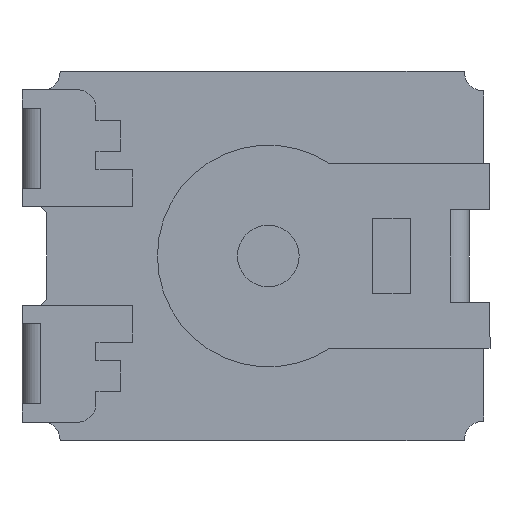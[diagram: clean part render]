
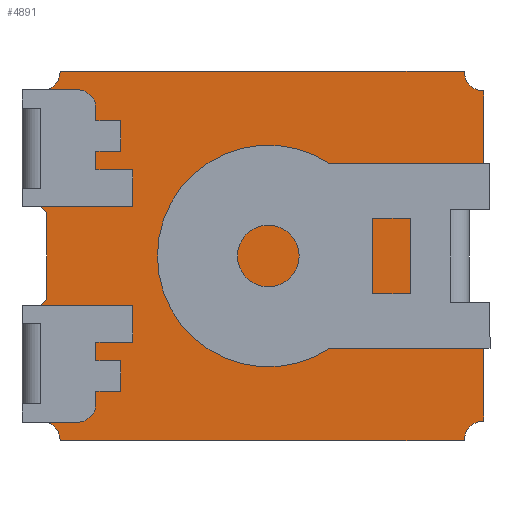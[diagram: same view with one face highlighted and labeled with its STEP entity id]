
A CAD part, front view. The second image highlights one B-rep face of the part: STEP entity #4891.
In plain terms, the highlighted planar face has unit normal (0, -1, 0).
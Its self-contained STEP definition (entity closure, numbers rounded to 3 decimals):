
#5 = CARTESIAN_POINT ( 'NONE',  ( 1.58, 0., -0.375 ) ) ;
#235 = DIRECTION ( 'NONE',  ( 0., 1., 0. ) ) ;
#243 = EDGE_CURVE ( 'NONE', #2908, #2620, #6406, .T. ) ;
#338 = EDGE_CURVE ( 'NONE', #4845, #4487, #3262, .T. ) ;
#441 = AXIS2_PLACEMENT_3D ( 'NONE', #7228, #2397, #3016 ) ;
#445 = LINE ( 'NONE', #4777, #6153 ) ;
#455 = LINE ( 'NONE', #1525, #5605 ) ;
#630 = CARTESIAN_POINT ( 'NONE',  ( 1.85, 0., -0.375 ) ) ;
#637 = VECTOR ( 'NONE', #3402, 1000. ) ;
#675 = CARTESIAN_POINT ( 'NONE',  ( -1.59, 0., -1.5 ) ) ;
#732 = CARTESIAN_POINT ( 'NONE',  ( 1.85, 0., 1.5 ) ) ;
#804 = CARTESIAN_POINT ( 'NONE',  ( -1.75, 0., -1.34 ) ) ;
#996 = VECTOR ( 'NONE', #3687, 1000. ) ;
#1011 = FACE_OUTER_BOUND ( 'NONE', #5225, .T. ) ;
#1116 = EDGE_CURVE ( 'NONE', #2620, #2962, #5402, .T. ) ;
#1253 = ORIENTED_EDGE ( 'NONE', *, *, #3327, .T. ) ;
#1357 = VECTOR ( 'NONE', #4399, 1000. ) ;
#1378 = LINE ( 'NONE', #1422, #3993 ) ;
#1422 = CARTESIAN_POINT ( 'NONE',  ( -1.75, 0., 0.4 ) ) ;
#1475 = EDGE_CURVE ( 'NONE', #4919, #7679, #1378, .T. ) ;
#1525 = CARTESIAN_POINT ( 'NONE',  ( -1.7, 0., -0.35 ) ) ;
#1538 = DIRECTION ( 'NONE',  ( 0., 0., 1. ) ) ;
#1540 = VECTOR ( 'NONE', #7044, 1000. ) ;
#1643 = CARTESIAN_POINT ( 'NONE',  ( 1.67, 0., 1.5 ) ) ;
#1887 = ORIENTED_EDGE ( 'NONE', *, *, #338, .T. ) ;
#1928 = LINE ( 'NONE', #1643, #6966 ) ;
#1956 = AXIS2_PLACEMENT_3D ( 'NONE', #3233, #235, #5634 ) ;
#1960 = VERTEX_POINT ( 'NONE', #4362 ) ;
#2008 = AXIS2_PLACEMENT_3D ( 'NONE', #732, #3678, #3117 ) ;
#2128 = LINE ( 'NONE', #5089, #2950 ) ;
#2397 = DIRECTION ( 'NONE',  ( 0., -1., 0. ) ) ;
#2440 = DIRECTION ( 'NONE',  ( 0., -1., 0. ) ) ;
#2509 = CARTESIAN_POINT ( 'NONE',  ( 1.58, 0., 0.375 ) ) ;
#2576 = CARTESIAN_POINT ( 'NONE',  ( -1.75, 0., -1.34 ) ) ;
#2620 = VERTEX_POINT ( 'NONE', #675 ) ;
#2738 = EDGE_CURVE ( 'NONE', #6535, #6163, #4348, .T. ) ;
#2783 = VERTEX_POINT ( 'NONE', #5441 ) ;
#2820 = ORIENTED_EDGE ( 'NONE', *, *, #3465, .T. ) ;
#2852 = AXIS2_PLACEMENT_3D ( 'NONE', #6115, #7185, #3039 ) ;
#2908 = VERTEX_POINT ( 'NONE', #804 ) ;
#2950 = VECTOR ( 'NONE', #1538, 1000. ) ;
#2962 = VERTEX_POINT ( 'NONE', #3341 ) ;
#3016 = DIRECTION ( 'NONE',  ( 1., 0., 0. ) ) ;
#3023 = CARTESIAN_POINT ( 'NONE',  ( 1.58, 0., 0.375 ) ) ;
#3039 = DIRECTION ( 'NONE',  ( 1., 0., 0. ) ) ;
#3062 = PLANE ( 'NONE',  #441 ) ;
#3117 = DIRECTION ( 'NONE',  ( 0., 0., -1. ) ) ;
#3124 = CARTESIAN_POINT ( 'NONE',  ( 1.85, 0., -1.5 ) ) ;
#3184 = VERTEX_POINT ( 'NONE', #3534 ) ;
#3233 = CARTESIAN_POINT ( 'NONE',  ( -1.75, 0., 1.5 ) ) ;
#3262 = LINE ( 'NONE', #630, #996 ) ;
#3283 = ORIENTED_EDGE ( 'NONE', *, *, #5445, .T. ) ;
#3327 = EDGE_CURVE ( 'NONE', #4487, #6408, #4689, .T. ) ;
#3341 = CARTESIAN_POINT ( 'NONE',  ( 1.69, 0., -1.5 ) ) ;
#3392 = ORIENTED_EDGE ( 'NONE', *, *, #6905, .T. ) ;
#3402 = DIRECTION ( 'NONE',  ( 1., 0., 0. ) ) ;
#3465 = EDGE_CURVE ( 'NONE', #3184, #2783, #5081, .T. ) ;
#3501 = AXIS2_PLACEMENT_3D ( 'NONE', #3124, #2440, #7231 ) ;
#3518 = LINE ( 'NONE', #2576, #1357 ) ;
#3534 = CARTESIAN_POINT ( 'NONE',  ( -1.59, 0., 1.5 ) ) ;
#3678 = DIRECTION ( 'NONE',  ( 0., -1., 0. ) ) ;
#3687 = DIRECTION ( 'NONE',  ( 0., 0., 1. ) ) ;
#3765 = CARTESIAN_POINT ( 'NONE',  ( -1.75, 0., -0.4 ) ) ;
#3877 = EDGE_CURVE ( 'NONE', #1960, #6090, #4199, .T. ) ;
#3993 = VECTOR ( 'NONE', #5609, 1000. ) ;
#4015 = ORIENTED_EDGE ( 'NONE', *, *, #243, .T. ) ;
#4093 = CARTESIAN_POINT ( 'NONE',  ( -1.75, 0., 1.34 ) ) ;
#4199 = CIRCLE ( 'NONE', #2008, 0.16 ) ;
#4208 = VECTOR ( 'NONE', #4880, 1000. ) ;
#4245 = CARTESIAN_POINT ( 'NONE',  ( 1.85, 0., -1.34 ) ) ;
#4327 = CARTESIAN_POINT ( 'NONE',  ( -1.7, 0., -0.35 ) ) ;
#4348 = LINE ( 'NONE', #3023, #7525 ) ;
#4362 = CARTESIAN_POINT ( 'NONE',  ( 1.69, 0., 1.5 ) ) ;
#4399 = DIRECTION ( 'NONE',  ( 0., 0., -1. ) ) ;
#4427 = CARTESIAN_POINT ( 'NONE',  ( 1.85, 0., 1.34 ) ) ;
#4487 = VERTEX_POINT ( 'NONE', #7421 ) ;
#4491 = ORIENTED_EDGE ( 'NONE', *, *, #5865, .F. ) ;
#4506 = DIRECTION ( 'NONE',  ( 0., 0., -1. ) ) ;
#4656 = EDGE_CURVE ( 'NONE', #7679, #7357, #455, .T. ) ;
#4689 = LINE ( 'NONE', #6027, #4208 ) ;
#4777 = CARTESIAN_POINT ( 'NONE',  ( 1.58, 0., 0.375 ) ) ;
#4845 = VERTEX_POINT ( 'NONE', #4245 ) ;
#4880 = DIRECTION ( 'NONE',  ( -1., 0., 0. ) ) ;
#4891 = ADVANCED_FACE ( 'NONE', ( #1011 ), #3062, .T. ) ;
#4919 = VERTEX_POINT ( 'NONE', #7211 ) ;
#5081 = CIRCLE ( 'NONE', #1956, 0.16 ) ;
#5089 = CARTESIAN_POINT ( 'NONE',  ( 1.85, 0., 1.5 ) ) ;
#5132 = CIRCLE ( 'NONE', #3501, 0.16 ) ;
#5225 = EDGE_LOOP ( 'NONE', ( #4491, #1887, #1253, #3283, #6190, #6922, #5492, #3392, #2820, #6358, #6078, #6195, #5422, #7631, #4015, #6102 ) ) ;
#5367 = CARTESIAN_POINT ( 'NONE',  ( -1.75, 0., -0.4 ) ) ;
#5402 = LINE ( 'NONE', #6941, #637 ) ;
#5418 = DIRECTION ( 'NONE',  ( 0., 0., 1. ) ) ;
#5422 = ORIENTED_EDGE ( 'NONE', *, *, #7133, .T. ) ;
#5441 = CARTESIAN_POINT ( 'NONE',  ( -1.75, 0., 1.34 ) ) ;
#5445 = EDGE_CURVE ( 'NONE', #6408, #6535, #445, .T. ) ;
#5492 = ORIENTED_EDGE ( 'NONE', *, *, #3877, .F. ) ;
#5605 = VECTOR ( 'NONE', #4506, 1000. ) ;
#5609 = DIRECTION ( 'NONE',  ( 0.707, 0., -0.707 ) ) ;
#5634 = DIRECTION ( 'NONE',  ( 1., 0., 0. ) ) ;
#5653 = CARTESIAN_POINT ( 'NONE',  ( 1.85, 0., 0.375 ) ) ;
#5865 = EDGE_CURVE ( 'NONE', #4845, #2962, #5132, .T. ) ;
#5943 = LINE ( 'NONE', #4093, #7438 ) ;
#6027 = CARTESIAN_POINT ( 'NONE',  ( 1.83, 0., -0.375 ) ) ;
#6078 = ORIENTED_EDGE ( 'NONE', *, *, #1475, .T. ) ;
#6090 = VERTEX_POINT ( 'NONE', #4427 ) ;
#6102 = ORIENTED_EDGE ( 'NONE', *, *, #1116, .T. ) ;
#6115 = CARTESIAN_POINT ( 'NONE',  ( -1.75, 0., -1.5 ) ) ;
#6153 = VECTOR ( 'NONE', #5418, 1000. ) ;
#6163 = VERTEX_POINT ( 'NONE', #5653 ) ;
#6190 = ORIENTED_EDGE ( 'NONE', *, *, #2738, .T. ) ;
#6195 = ORIENTED_EDGE ( 'NONE', *, *, #4656, .T. ) ;
#6350 = EDGE_CURVE ( 'NONE', #2783, #4919, #5943, .T. ) ;
#6358 = ORIENTED_EDGE ( 'NONE', *, *, #6350, .T. ) ;
#6402 = CARTESIAN_POINT ( 'NONE',  ( -1.7, 0., 0.35 ) ) ;
#6406 = CIRCLE ( 'NONE', #2852, 0.16 ) ;
#6408 = VERTEX_POINT ( 'NONE', #5 ) ;
#6535 = VERTEX_POINT ( 'NONE', #2509 ) ;
#6612 = DIRECTION ( 'NONE',  ( 1., 0., 0. ) ) ;
#6764 = EDGE_CURVE ( 'NONE', #7360, #2908, #3518, .T. ) ;
#6877 = EDGE_CURVE ( 'NONE', #6163, #6090, #2128, .T. ) ;
#6905 = EDGE_CURVE ( 'NONE', #1960, #3184, #1928, .T. ) ;
#6922 = ORIENTED_EDGE ( 'NONE', *, *, #6877, .T. ) ;
#6941 = CARTESIAN_POINT ( 'NONE',  ( 1.67, 0., -1.5 ) ) ;
#6946 = DIRECTION ( 'NONE',  ( -1., 0., 0. ) ) ;
#6966 = VECTOR ( 'NONE', #6946, 1000. ) ;
#7044 = DIRECTION ( 'NONE',  ( -0.707, 0., -0.707 ) ) ;
#7133 = EDGE_CURVE ( 'NONE', #7357, #7360, #7136, .T. ) ;
#7136 = LINE ( 'NONE', #5367, #1540 ) ;
#7185 = DIRECTION ( 'NONE',  ( 0., 1., 0. ) ) ;
#7211 = CARTESIAN_POINT ( 'NONE',  ( -1.75, 0., 0.4 ) ) ;
#7228 = CARTESIAN_POINT ( 'NONE',  ( 1.83, 0., -1.5 ) ) ;
#7231 = DIRECTION ( 'NONE',  ( 0., 0., -1. ) ) ;
#7357 = VERTEX_POINT ( 'NONE', #4327 ) ;
#7360 = VERTEX_POINT ( 'NONE', #3765 ) ;
#7421 = CARTESIAN_POINT ( 'NONE',  ( 1.85, 0., -0.375 ) ) ;
#7438 = VECTOR ( 'NONE', #7673, 1000. ) ;
#7525 = VECTOR ( 'NONE', #6612, 1000. ) ;
#7631 = ORIENTED_EDGE ( 'NONE', *, *, #6764, .T. ) ;
#7673 = DIRECTION ( 'NONE',  ( 0., 0., -1. ) ) ;
#7679 = VERTEX_POINT ( 'NONE', #6402 ) ;
